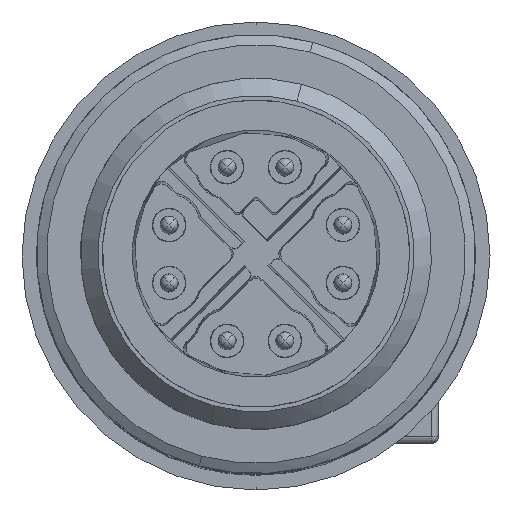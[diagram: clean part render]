
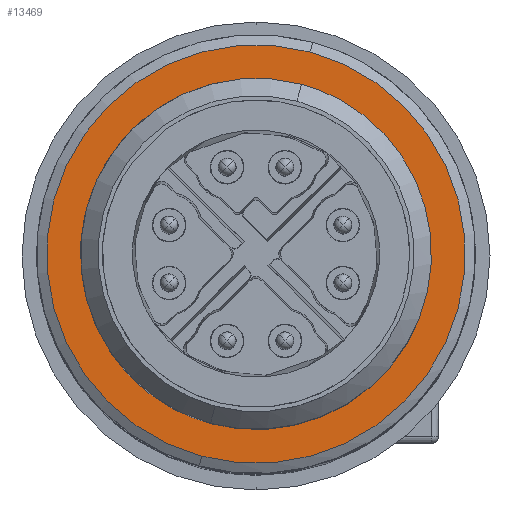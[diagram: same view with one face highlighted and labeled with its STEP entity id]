
A CAD part, top view. The second image highlights one B-rep face of the part: STEP entity #13469.
In plain terms, the highlighted planar face has unit normal (0, 0, 1).
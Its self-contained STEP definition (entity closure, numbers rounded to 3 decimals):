
#13366=AXIS2_PLACEMENT_3D('Circle Axis2P3D',#13364,#13365,$) ;
#13390=AXIS2_PLACEMENT_3D('Circle Axis2P3D',#13388,#13389,$) ;
#13403=AXIS2_PLACEMENT_3D('Plane Axis2P3D',#13400,#13401,#13402) ;
#13361=CARTESIAN_POINT('Vertex',(9.851,14.91,182.127)) ;
#13364=CARTESIAN_POINT('Axis2P3D Location',(8.,8.,182.127)) ;
#13368=CARTESIAN_POINT('Vertex',(6.149,1.09,182.127)) ;
#13388=CARTESIAN_POINT('Axis2P3D Location',(8.,8.,182.127)) ;
#13400=CARTESIAN_POINT('Axis2P3D Location',(1.09,9.851,182.127)) ;
#13410=CARTESIAN_POINT('Control Point',(6.447,2.204,182.127)) ;
#13411=CARTESIAN_POINT('Control Point',(7.027,2.049,182.127)) ;
#13412=CARTESIAN_POINT('Control Point',(7.626,1.966,182.127)) ;
#13413=CARTESIAN_POINT('Control Point',(8.232,1.959,182.127)) ;
#13414=CARTESIAN_POINT('Control Point',(9.433,2.097,182.127)) ;
#13415=CARTESIAN_POINT('Control Point',(10.564,2.525,182.127)) ;
#13416=CARTESIAN_POINT('Control Point',(11.1,2.81,182.127)) ;
#13417=CARTESIAN_POINT('Control Point',(12.088,3.506,182.127)) ;
#13418=CARTESIAN_POINT('Control Point',(12.875,4.425,182.127)) ;
#13419=CARTESIAN_POINT('Control Point',(13.209,4.931,182.127)) ;
#13420=CARTESIAN_POINT('Control Point',(13.742,6.017,182.127)) ;
#13421=CARTESIAN_POINT('Control Point',(13.992,7.2,182.127)) ;
#13422=CARTESIAN_POINT('Control Point',(14.042,7.804,182.127)) ;
#13423=CARTESIAN_POINT('Control Point',(13.99,9.012,182.127)) ;
#13424=CARTESIAN_POINT('Control Point',(13.642,10.17,182.127)) ;
#13425=CARTESIAN_POINT('Control Point',(13.396,10.725,182.127)) ;
#13426=CARTESIAN_POINT('Control Point',(12.771,11.76,182.127)) ;
#13427=CARTESIAN_POINT('Control Point',(11.911,12.61,182.127)) ;
#13428=CARTESIAN_POINT('Control Point',(11.429,12.978,182.127)) ;
#13429=CARTESIAN_POINT('Control Point',(10.759,13.369,182.127)) ;
#13430=CARTESIAN_POINT('Control Point',(10.04,13.646,182.127)) ;
#13431=CARTESIAN_POINT('Control Point',(9.879,13.702,182.127)) ;
#13432=CARTESIAN_POINT('Control Point',(9.717,13.752,182.127)) ;
#13433=CARTESIAN_POINT('Control Point',(9.553,13.796,182.127)) ;
#13434=CARTESIAN_POINT('Vertex',(6.447,2.204,182.127)) ;
#13436=CARTESIAN_POINT('Vertex',(9.553,13.796,182.127)) ;
#13440=CARTESIAN_POINT('Control Point',(9.553,13.796,182.127)) ;
#13441=CARTESIAN_POINT('Control Point',(8.973,13.951,182.127)) ;
#13442=CARTESIAN_POINT('Control Point',(8.374,14.034,182.127)) ;
#13443=CARTESIAN_POINT('Control Point',(7.768,14.041,182.127)) ;
#13444=CARTESIAN_POINT('Control Point',(6.567,13.903,182.127)) ;
#13445=CARTESIAN_POINT('Control Point',(5.436,13.475,182.127)) ;
#13446=CARTESIAN_POINT('Control Point',(4.9,13.19,182.127)) ;
#13447=CARTESIAN_POINT('Control Point',(3.912,12.494,182.127)) ;
#13448=CARTESIAN_POINT('Control Point',(3.125,11.575,182.127)) ;
#13449=CARTESIAN_POINT('Control Point',(2.791,11.069,182.127)) ;
#13450=CARTESIAN_POINT('Control Point',(2.258,9.983,182.127)) ;
#13451=CARTESIAN_POINT('Control Point',(2.008,8.8,182.127)) ;
#13452=CARTESIAN_POINT('Control Point',(1.958,8.196,182.127)) ;
#13453=CARTESIAN_POINT('Control Point',(2.01,6.988,182.127)) ;
#13454=CARTESIAN_POINT('Control Point',(2.358,5.83,182.127)) ;
#13455=CARTESIAN_POINT('Control Point',(2.604,5.275,182.127)) ;
#13456=CARTESIAN_POINT('Control Point',(3.229,4.24,182.127)) ;
#13457=CARTESIAN_POINT('Control Point',(4.089,3.39,182.127)) ;
#13458=CARTESIAN_POINT('Control Point',(4.571,3.022,182.127)) ;
#13459=CARTESIAN_POINT('Control Point',(5.241,2.631,182.127)) ;
#13460=CARTESIAN_POINT('Control Point',(5.96,2.354,182.127)) ;
#13461=CARTESIAN_POINT('Control Point',(6.121,2.298,182.127)) ;
#13462=CARTESIAN_POINT('Control Point',(6.283,2.248,182.127)) ;
#13463=CARTESIAN_POINT('Control Point',(6.447,2.204,182.127)) ;
#13365=DIRECTION('Axis2P3D Direction',(0.,0.,-1.)) ;
#13389=DIRECTION('Axis2P3D Direction',(0.,0.,-1.)) ;
#13401=DIRECTION('Axis2P3D Direction',(0.,0.,-1.)) ;
#13402=DIRECTION('Axis2P3D XDirection',(-0.259,-0.966,0.)) ;
#13406=ORIENTED_EDGE('',*,*,#13392,.T.) ;
#13407=ORIENTED_EDGE('',*,*,#13370,.T.) ;
#13466=ORIENTED_EDGE('',*,*,#13438,.F.) ;
#13467=ORIENTED_EDGE('',*,*,#13464,.F.) ;
#13468=FACE_BOUND('',#13465,.T.) ;
#13469=ADVANCED_FACE('Matalkoerper',(#13408,#13468),#13404,.F.) ;
#13409=B_SPLINE_CURVE_WITH_KNOTS('',5,(#13410,#13411,#13412,#13413,#13414,#13415,#13416,#13417,#13418,#13419,#13420,#13421,#13422,#13423,#13424,#13425,#13426,#13427,#13428,#13429,#13430,#13431,#13432,#13433),.UNSPECIFIED.,.F.,.U.,(6,3,3,3,3,3,3,6),(0.,4.243,8.485,12.728,16.97,21.213,25.456,26.657),.UNSPECIFIED.) ;
#13439=B_SPLINE_CURVE_WITH_KNOTS('',5,(#13440,#13441,#13442,#13443,#13444,#13445,#13446,#13447,#13448,#13449,#13450,#13451,#13452,#13453,#13454,#13455,#13456,#13457,#13458,#13459,#13460,#13461,#13462,#13463),.UNSPECIFIED.,.F.,.U.,(6,3,3,3,3,3,3,6),(0.,4.243,8.485,12.728,16.97,21.213,25.456,26.657),.UNSPECIFIED.) ;
#13367=CIRCLE('generated circle',#13366,7.154) ;
#13391=CIRCLE('generated circle',#13390,7.154) ;
#13370=EDGE_CURVE('',#13369,#13362,#13367,.F.) ;
#13392=EDGE_CURVE('',#13362,#13369,#13391,.F.) ;
#13438=EDGE_CURVE('',#13435,#13437,#13409,.T.) ;
#13464=EDGE_CURVE('',#13437,#13435,#13439,.T.) ;
#13405=EDGE_LOOP('',(#13406,#13407)) ;
#13465=EDGE_LOOP('',(#13466,#13467)) ;
#13408=FACE_OUTER_BOUND('',#13405,.T.) ;
#13404=PLANE('',#13403) ;
#13362=VERTEX_POINT('',#13361) ;
#13369=VERTEX_POINT('',#13368) ;
#13435=VERTEX_POINT('',#13434) ;
#13437=VERTEX_POINT('',#13436) ;
